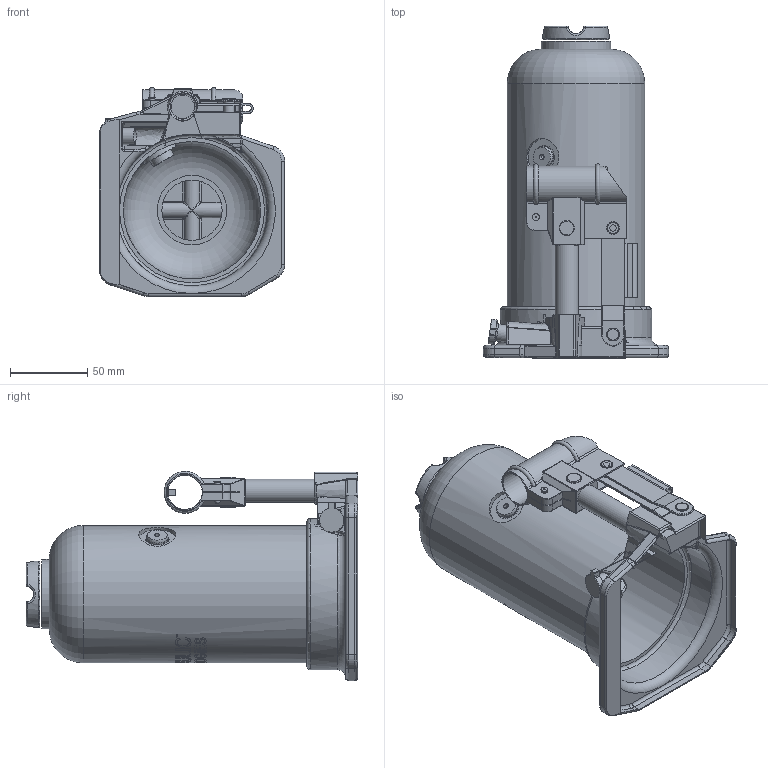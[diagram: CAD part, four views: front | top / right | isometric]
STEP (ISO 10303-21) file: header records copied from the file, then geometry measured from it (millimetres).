
FILE_DESCRIPTION (( 'STEP AP203' ), '1' );
FILE_NAME ('DER22115809_9006X.STEP', '2024-09-03T09:40:52', ( '' ), ( '' ), 'SwSTEP 2.0', 'SolidWorks 2022', '' );
FILE_SCHEMA (( 'CONFIG_CONTROL_DESIGN' ));
Length unit declared in the file: millimetre
Products named in the file (1): DER22115809_9006X
Bounding box: 120 x 215 x 135.58 mm (x, y, z)
Surface area: 111847.1 mm2 (no closed solid volume)
Topology: 0 solids, 8 shells, 411 faces, 1348 edges, 931 vertices
Faces by surface type: cylinder 169, plane 123, torus 54, bspline 45, sphere 13, cone 7
Full cylindrical faces by diameter (mm): 3.5 x3, 4 x1, 7 x3, 8.4 x2, 10 x2, 11 x1, 14 x1, 15 x1, 15.321 x1, 24 x1, 43 x1, 45 x1, 89 x1, 98 x1
Entity records: 21227 total; most frequent: CARTESIAN_POINT 10179, ORIENTED_EDGE 2331, DIRECTION 2115, EDGE_CURVE 1286, VERTEX_POINT 917, AXIS2_PLACEMENT_3D 812, EDGE_LOOP 510, VECTOR 491
